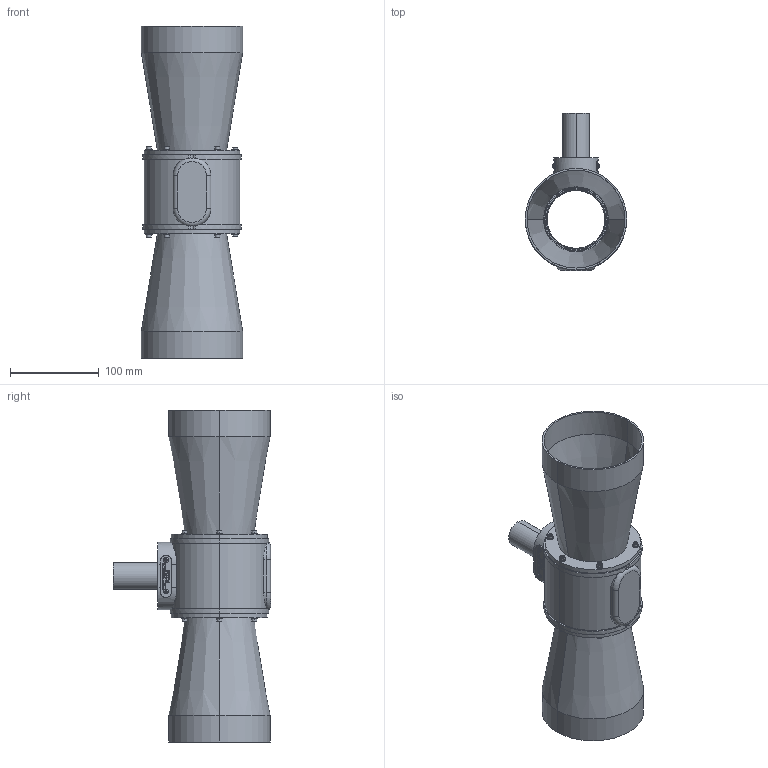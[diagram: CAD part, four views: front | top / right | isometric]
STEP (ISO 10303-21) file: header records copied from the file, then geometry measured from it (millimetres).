
FILE_DESCRIPTION (( 'STEP AP214' ), '1' );
FILE_NAME ('P-065-030-rev-A-PUF.STEP', '2024-12-13T15:51:27', ( '' ), ( '' ), 'SwSTEP 2.0', 'SolidWorks 2024', '' );
FILE_SCHEMA (( 'AUTOMOTIVE_DESIGN' ));
Length unit declared in the file: millimetre
Products named in the file (1): P-065-030-rev-A-PUF
Bounding box: 114.3 x 177.01 x 374 mm (x, y, z)
Volume: 799445.9 mm3; surface area: 253463.8 mm2
Topology: 1 solids, 24 shells, 1152 faces, 2798 edges, 1778 vertices
Faces by surface type: plane 627, cylinder 273, bspline 137, cone 54, torus 53, sphere 8
Entity records: 39131 total; most frequent: CARTESIAN_POINT 13413, ORIENTED_EDGE 5532, DIRECTION 4829, EDGE_CURVE 2766, VERTEX_POINT 1778, AXIS2_PLACEMENT_3D 1748, VECTOR 1333, LINE 1333
